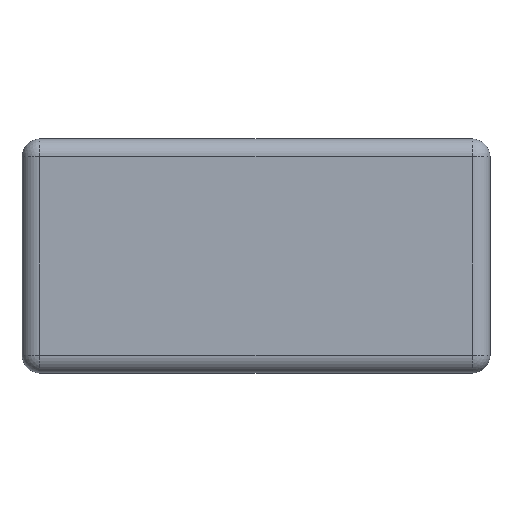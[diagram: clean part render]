
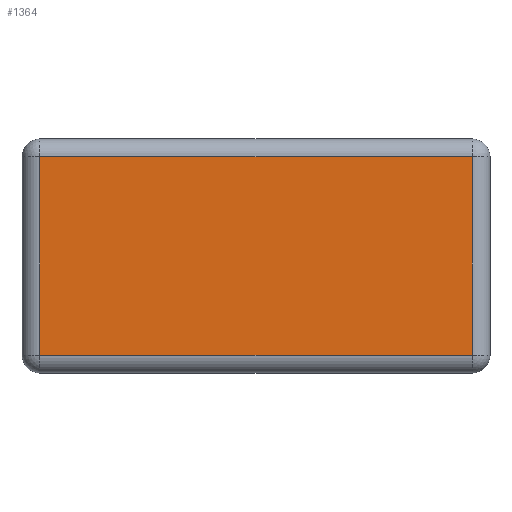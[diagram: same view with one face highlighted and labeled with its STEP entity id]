
A CAD part, top view. The second image highlights one B-rep face of the part: STEP entity #1364.
In plain terms, the highlighted planar face has unit normal (0, 0, 1).
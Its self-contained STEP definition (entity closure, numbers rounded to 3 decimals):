
#86=PLANE('',#1504);
#148=FACE_OUTER_BOUND('',#226,.T.);
#226=EDGE_LOOP('',(#1097,#1098,#1099,#1100));
#337=LINE('',#2377,#452);
#341=LINE('',#2393,#456);
#343=LINE('',#2396,#458);
#345=LINE('',#2399,#460);
#452=VECTOR('',#1772,10.);
#456=VECTOR('',#1790,10.);
#458=VECTOR('',#1794,10.);
#460=VECTOR('',#1798,10.);
#642=VERTEX_POINT('',#2339);
#647=VERTEX_POINT('',#2352);
#652=VERTEX_POINT('',#2365);
#657=VERTEX_POINT('',#2381);
#816=EDGE_CURVE('',#642,#652,#337,.T.);
#824=EDGE_CURVE('',#652,#657,#341,.T.);
#826=EDGE_CURVE('',#657,#647,#343,.T.);
#828=EDGE_CURVE('',#647,#642,#345,.T.);
#1097=ORIENTED_EDGE('',*,*,#816,.F.);
#1098=ORIENTED_EDGE('',*,*,#828,.F.);
#1099=ORIENTED_EDGE('',*,*,#826,.F.);
#1100=ORIENTED_EDGE('',*,*,#824,.F.);
#1364=ADVANCED_FACE('',(#148),#86,.T.);
#1504=AXIS2_PLACEMENT_3D('',#2405,#1806,#1807);
#1772=DIRECTION('',(0.,-1.,0.));
#1790=DIRECTION('',(-1.,0.,0.));
#1794=DIRECTION('',(0.,1.,0.));
#1798=DIRECTION('',(1.,0.,0.));
#1806=DIRECTION('center_axis',(0.,0.,1.));
#1807=DIRECTION('ref_axis',(1.,0.,0.));
#2339=CARTESIAN_POINT('',(37.,17.,4.));
#2352=CARTESIAN_POINT('',(-37.,17.,4.));
#2365=CARTESIAN_POINT('',(37.,-17.,4.));
#2377=CARTESIAN_POINT('',(37.,-10.,4.));
#2381=CARTESIAN_POINT('',(-37.,-17.,4.));
#2393=CARTESIAN_POINT('',(-20.,-17.,4.));
#2396=CARTESIAN_POINT('',(-37.,10.,4.));
#2399=CARTESIAN_POINT('',(20.,17.,4.));
#2405=CARTESIAN_POINT('Origin',(0.,0.,4.));
